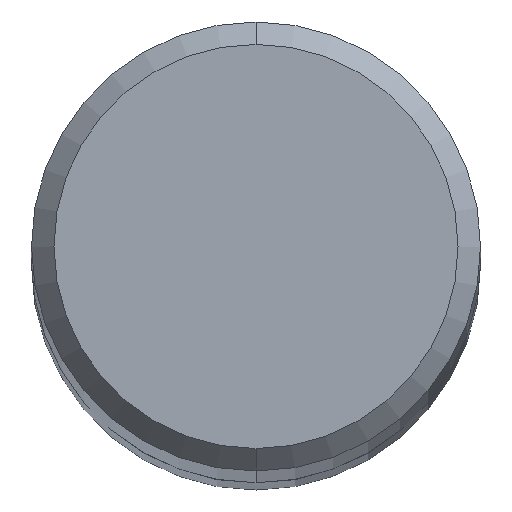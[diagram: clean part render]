
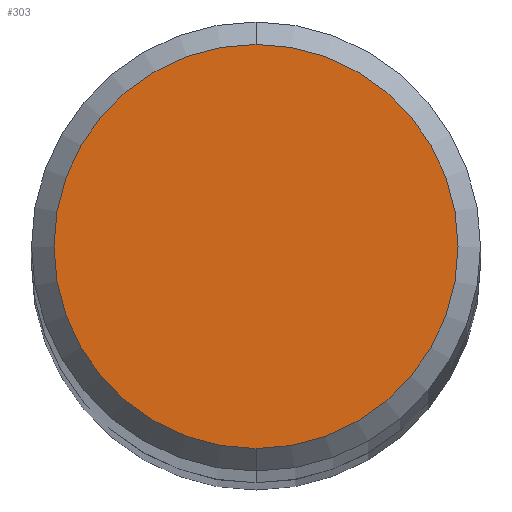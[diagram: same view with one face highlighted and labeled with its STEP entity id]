
A CAD part, top view. The second image highlights one B-rep face of the part: STEP entity #303.
In plain terms, the highlighted planar face has unit normal (0, 0, 1).
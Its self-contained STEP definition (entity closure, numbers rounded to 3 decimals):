
#219=VERTEX_POINT('',#502);
#303=ADVANCED_FACE('',(#595),#596,.T.);
#331=VERTEX_POINT('',#627);
#335=EDGE_CURVE('',#219,#331,#631,.T.);
#415=EDGE_CURVE('',#331,#219,#716,.T.);
#502=CARTESIAN_POINT('',(0.,-0.9,0.0));
#595=FACE_OUTER_BOUND('',#1044,.T.);
#596=PLANE('',#1045);
#627=CARTESIAN_POINT('',(0.0,0.9,0.0));
#631=CIRCLE('',#1138,0.9);
#716=CIRCLE('',#1311,0.9);
#1044=EDGE_LOOP('',(#1506,#1507));
#1045=AXIS2_PLACEMENT_3D('',#1508,#1509,#1510);
#1138=AXIS2_PLACEMENT_3D('',#1543,#1544,#1545);
#1311=AXIS2_PLACEMENT_3D('',#1622,#1623,#1624);
#1506=ORIENTED_EDGE('',*,*,#415,.F.);
#1507=ORIENTED_EDGE('',*,*,#335,.F.);
#1508=CARTESIAN_POINT('',(0.0,0.45,0.0));
#1509=DIRECTION('',(-0.0,0.0,1.0));
#1510=DIRECTION('',(0.0,-1.0,0.0));
#1543=CARTESIAN_POINT('',(0.0,0.0,0.0));
#1544=DIRECTION('',(0.0,0.0,-1.0));
#1545=DIRECTION('',(0.0,1.0,0.0));
#1622=CARTESIAN_POINT('',(0.0,0.0,0.0));
#1623=DIRECTION('',(0.0,0.0,-1.0));
#1624=DIRECTION('',(0.0,1.0,0.0));
